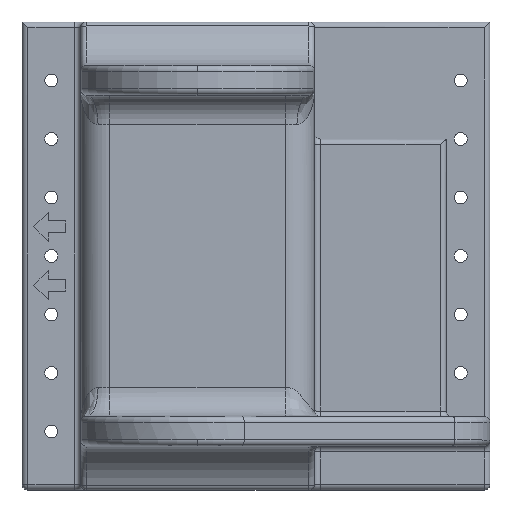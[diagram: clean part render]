
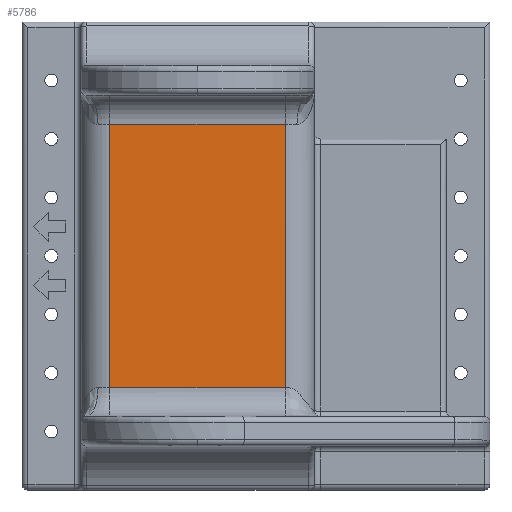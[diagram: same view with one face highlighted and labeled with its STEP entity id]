
A CAD part, top view. The second image highlights one B-rep face of the part: STEP entity #5786.
In plain terms, the highlighted planar face has unit normal (0, 0, 1).
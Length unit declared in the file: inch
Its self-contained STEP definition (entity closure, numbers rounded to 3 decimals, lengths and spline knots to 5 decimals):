
#255 = VECTOR ( 'NONE', #5407, 39.37008 ) ;
#800 = EDGE_LOOP ( 'NONE', ( #6594, #5498, #3608, #2333 ) ) ;
#807 = CARTESIAN_POINT ( 'NONE',  ( 4.5, 1.75, 1. ) ) ;
#909 = LINE ( 'NONE', #5831, #5925 ) ;
#974 = AXIS2_PLACEMENT_3D ( 'NONE', #5336, #3782, #1120 ) ;
#1078 = VERTEX_POINT ( 'NONE', #2351 ) ;
#1120 = DIRECTION ( 'NONE',  ( 0., 1., 0. ) ) ;
#1321 = LINE ( 'NONE', #4670, #5007 ) ;
#1540 = DIRECTION ( 'NONE',  ( 1., 0., 0. ) ) ;
#1622 = CARTESIAN_POINT ( 'NONE',  ( 1.5, 6.25, 1. ) ) ;
#1632 = FACE_OUTER_BOUND ( 'NONE', #800, .T. ) ;
#1638 = LINE ( 'NONE', #3183, #255 ) ;
#1670 = VERTEX_POINT ( 'NONE', #807 ) ;
#1674 = VERTEX_POINT ( 'NONE', #5162 ) ;
#2333 = ORIENTED_EDGE ( 'NONE', *, *, #4460, .T. ) ;
#2351 = CARTESIAN_POINT ( 'NONE',  ( 1.5, 1.75, 1. ) ) ;
#2989 = DIRECTION ( 'NONE',  ( -1., 0., 0. ) ) ;
#3179 = PLANE ( 'NONE',  #974 ) ;
#3183 = CARTESIAN_POINT ( 'NONE',  ( 4.5, 6.85, 1. ) ) ;
#3608 = ORIENTED_EDGE ( 'NONE', *, *, #6895, .T. ) ;
#3679 = VERTEX_POINT ( 'NONE', #1622 ) ;
#3684 = DIRECTION ( 'NONE',  ( 0., -1., 0. ) ) ;
#3782 = DIRECTION ( 'NONE',  ( 0., 0., -1. ) ) ;
#4449 = EDGE_CURVE ( 'NONE', #1670, #1674, #1638, .T. ) ;
#4460 = EDGE_CURVE ( 'NONE', #1078, #1670, #6383, .T. ) ;
#4670 = CARTESIAN_POINT ( 'NONE',  ( 1.5, 6.25, 1. ) ) ;
#4755 = VECTOR ( 'NONE', #1540, 39.37008 ) ;
#4892 = CARTESIAN_POINT ( 'NONE',  ( 4.50839, 1.75, 1. ) ) ;
#4991 = EDGE_CURVE ( 'NONE', #1674, #3679, #1321, .T. ) ;
#5007 = VECTOR ( 'NONE', #2989, 39.37008 ) ;
#5162 = CARTESIAN_POINT ( 'NONE',  ( 4.5, 6.25, 1. ) ) ;
#5336 = CARTESIAN_POINT ( 'NONE',  ( 1., 6.75, 1. ) ) ;
#5407 = DIRECTION ( 'NONE',  ( 0., 1., 0. ) ) ;
#5498 = ORIENTED_EDGE ( 'NONE', *, *, #4991, .T. ) ;
#5786 = ADVANCED_FACE ( 'NONE', ( #1632 ), #3179, .F. ) ;
#5831 = CARTESIAN_POINT ( 'NONE',  ( 1.5, 6.75, 1. ) ) ;
#5925 = VECTOR ( 'NONE', #3684, 39.37008 ) ;
#6383 = LINE ( 'NONE', #4892, #4755 ) ;
#6594 = ORIENTED_EDGE ( 'NONE', *, *, #4449, .T. ) ;
#6895 = EDGE_CURVE ( 'NONE', #3679, #1078, #909, .T. ) ;
